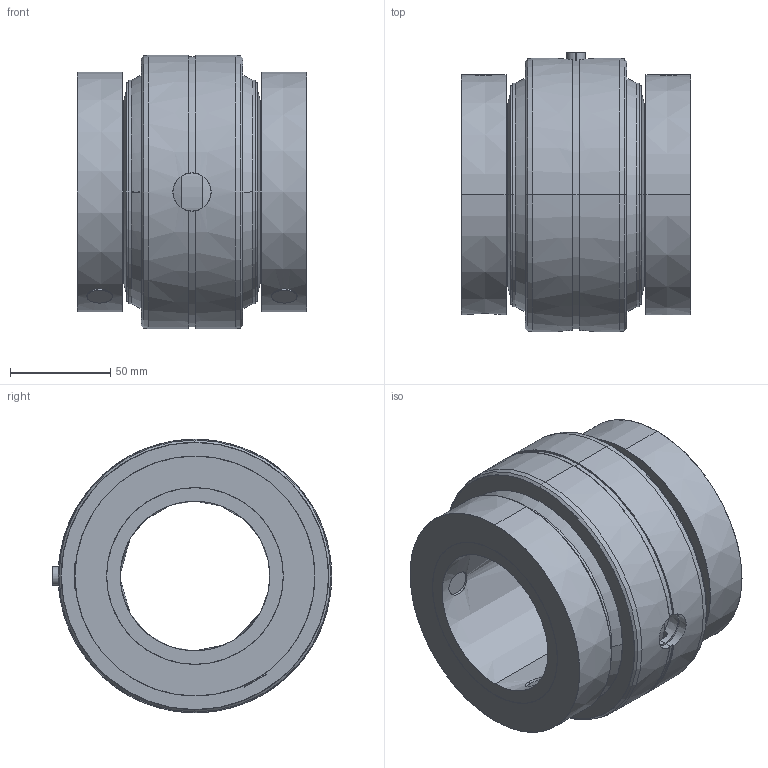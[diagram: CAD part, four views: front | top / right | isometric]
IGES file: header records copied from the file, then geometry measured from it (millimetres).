
Start section: SolidWorks IGES file using analytic representation for surfaces
Global section: file name: ERDEFAU08121117257953.igs; native system: SolidWorks 2017; preprocessor: SolidWorks 2017; author: partstream; date: 170812.111728; units: inch
Bounding box: 114.54 x 139.45 x 136.49 mm (x, y, z)
Surface area: 148815.7 mm2 (no closed solid volume)
Topology: 0 solids, 0 shells, 178 faces, 5016 edges, 5016 vertices
Faces by surface type: revolution 94, bspline 84
